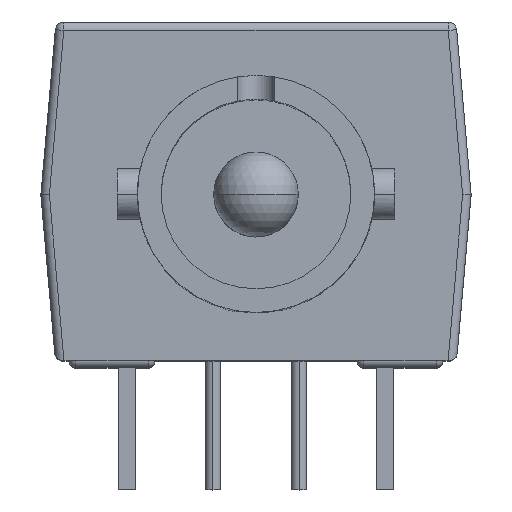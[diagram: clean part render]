
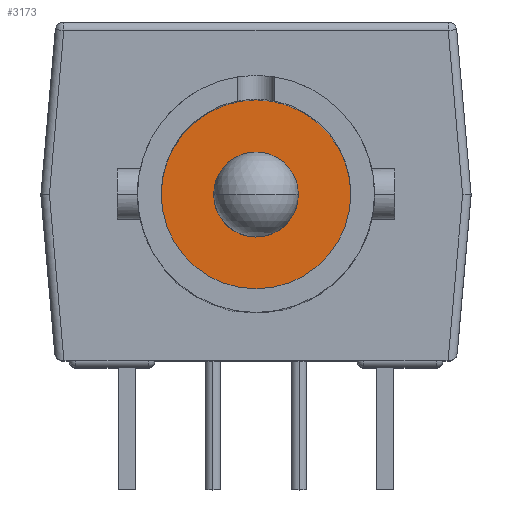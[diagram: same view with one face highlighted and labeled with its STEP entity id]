
A CAD part, top view. The second image highlights one B-rep face of the part: STEP entity #3173.
In plain terms, the highlighted planar face has unit normal (0, 0, 1).
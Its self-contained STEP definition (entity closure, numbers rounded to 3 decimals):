
#75 = VERTEX_POINT ( 'NONE', #2686 ) ;
#104 = CARTESIAN_POINT ( 'NONE',  ( 0., 5.1, 7.62 ) ) ;
#465 = EDGE_CURVE ( 'NONE', #4153, #75, #3762, .T. ) ;
#651 = CARTESIAN_POINT ( 'NONE',  ( -2.8, 5.1, 7.62 ) ) ;
#657 = AXIS2_PLACEMENT_3D ( 'NONE', #3079, #2304, #3892 ) ;
#1374 = FACE_OUTER_BOUND ( 'NONE', #4581, .T. ) ;
#1785 = PLANE ( 'NONE',  #4205 ) ;
#2090 = DIRECTION ( 'NONE',  ( 0., 0., 1. ) ) ;
#2304 = DIRECTION ( 'NONE',  ( 0., 0., 1. ) ) ;
#2647 = DIRECTION ( 'NONE',  ( -1., 0., 0. ) ) ;
#2686 = CARTESIAN_POINT ( 'NONE',  ( 2.8, 5.1, 7.62 ) ) ;
#2933 = ORIENTED_EDGE ( 'NONE', *, *, #465, .T. ) ;
#3079 = CARTESIAN_POINT ( 'NONE',  ( 0., 5.1, 7.62 ) ) ;
#3173 = ADVANCED_FACE ( 'NONE', ( #1374 ), #1785, .F. ) ;
#3191 = AXIS2_PLACEMENT_3D ( 'NONE', #104, #2090, #4199 ) ;
#3221 = EDGE_CURVE ( 'NONE', #75, #4153, #4343, .T. ) ;
#3486 = DIRECTION ( 'NONE',  ( 0., 0., -1. ) ) ;
#3762 = CIRCLE ( 'NONE', #657, 2.8 ) ;
#3892 = DIRECTION ( 'NONE',  ( -1., 0., 0. ) ) ;
#4153 = VERTEX_POINT ( 'NONE', #651 ) ;
#4199 = DIRECTION ( 'NONE',  ( -1., 0., 0. ) ) ;
#4205 = AXIS2_PLACEMENT_3D ( 'NONE', #5153, #3486, #2647 ) ;
#4343 = CIRCLE ( 'NONE', #3191, 2.8 ) ;
#4581 = EDGE_LOOP ( 'NONE', ( #4586, #2933 ) ) ;
#4586 = ORIENTED_EDGE ( 'NONE', *, *, #3221, .T. ) ;
#5153 = CARTESIAN_POINT ( 'NONE',  ( -6.35, 38.361, 7.62 ) ) ;
